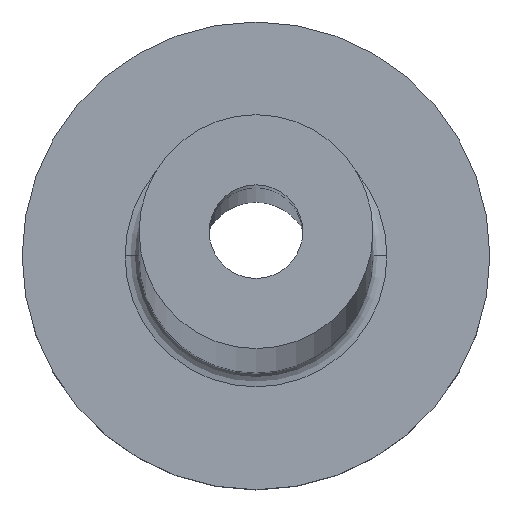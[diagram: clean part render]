
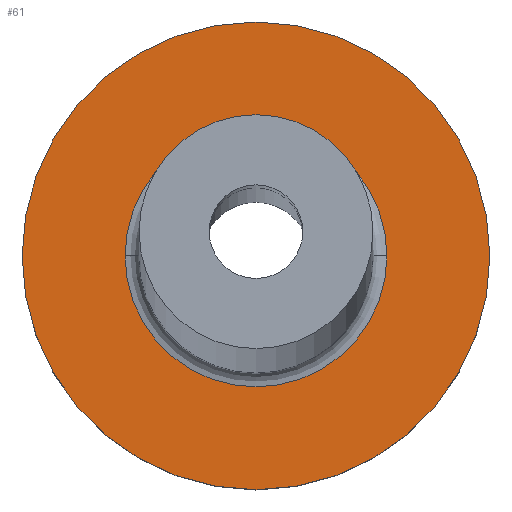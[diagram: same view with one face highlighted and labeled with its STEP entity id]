
A CAD part, top view. The second image highlights one B-rep face of the part: STEP entity #61.
In plain terms, the highlighted planar face has unit normal (0, 0, 1).
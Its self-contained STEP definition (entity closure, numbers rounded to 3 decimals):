
#2 = VERTEX_POINT ( 'NONE', #306 ) ;
#25 = DIRECTION ( 'NONE',  ( 0., 0., -1. ) ) ;
#31 = EDGE_LOOP ( 'NONE', ( #434, #169 ) ) ;
#37 = DIRECTION ( 'NONE',  ( 0., 0., 1. ) ) ;
#42 = EDGE_CURVE ( 'NONE', #2, #375, #134, .T. ) ;
#55 = FACE_OUTER_BOUND ( 'NONE', #31, .T. ) ;
#59 = DIRECTION ( 'NONE',  ( 1., 0., 0. ) ) ;
#61 = ADVANCED_FACE ( 'NONE', ( #204, #55 ), #352, .T. ) ;
#66 = CARTESIAN_POINT ( 'NONE',  ( 0., 0., 3. ) ) ;
#69 = CIRCLE ( 'NONE', #227, 5. ) ;
#109 = AXIS2_PLACEMENT_3D ( 'NONE', #66, #241, #209 ) ;
#113 = VERTEX_POINT ( 'NONE', #303 ) ;
#134 = CIRCLE ( 'NONE', #357, 2.8 ) ;
#153 = ORIENTED_EDGE ( 'NONE', *, *, #42, .T. ) ;
#156 = DIRECTION ( 'NONE',  ( 1., 0., 0. ) ) ;
#169 = ORIENTED_EDGE ( 'NONE', *, *, #331, .T. ) ;
#186 = VERTEX_POINT ( 'NONE', #324 ) ;
#192 = DIRECTION ( 'NONE',  ( 1., 0., 0. ) ) ;
#201 = CARTESIAN_POINT ( 'NONE',  ( 0., 0., 3. ) ) ;
#204 = FACE_BOUND ( 'NONE', #296, .T. ) ;
#209 = DIRECTION ( 'NONE',  ( 1., 0., 0. ) ) ;
#214 = DIRECTION ( 'NONE',  ( 0., 0., 1. ) ) ;
#227 = AXIS2_PLACEMENT_3D ( 'NONE', #337, #37, #192 ) ;
#228 = EDGE_CURVE ( 'NONE', #186, #113, #407, .T. ) ;
#241 = DIRECTION ( 'NONE',  ( 0., 0., -1. ) ) ;
#244 = CARTESIAN_POINT ( 'NONE',  ( 0., 0., 3. ) ) ;
#264 = AXIS2_PLACEMENT_3D ( 'NONE', #201, #350, #59 ) ;
#277 = EDGE_CURVE ( 'NONE', #375, #2, #328, .T. ) ;
#296 = EDGE_LOOP ( 'NONE', ( #432, #153 ) ) ;
#303 = CARTESIAN_POINT ( 'NONE',  ( 5., 0., 3. ) ) ;
#306 = CARTESIAN_POINT ( 'NONE',  ( -2.8, 0., 3. ) ) ;
#324 = CARTESIAN_POINT ( 'NONE',  ( -5., 0., 3. ) ) ;
#328 = CIRCLE ( 'NONE', #109, 2.8 ) ;
#331 = EDGE_CURVE ( 'NONE', #113, #186, #69, .T. ) ;
#337 = CARTESIAN_POINT ( 'NONE',  ( 0., 0., 3. ) ) ;
#343 = CARTESIAN_POINT ( 'NONE',  ( 0., 0., 3. ) ) ;
#350 = DIRECTION ( 'NONE',  ( 0., 0., 1. ) ) ;
#352 = PLANE ( 'NONE',  #264 ) ;
#357 = AXIS2_PLACEMENT_3D ( 'NONE', #343, #25, #156 ) ;
#362 = DIRECTION ( 'NONE',  ( 1., 0., 0. ) ) ;
#375 = VERTEX_POINT ( 'NONE', #395 ) ;
#388 = AXIS2_PLACEMENT_3D ( 'NONE', #244, #214, #362 ) ;
#395 = CARTESIAN_POINT ( 'NONE',  ( 2.8, 0., 3. ) ) ;
#407 = CIRCLE ( 'NONE', #388, 5. ) ;
#432 = ORIENTED_EDGE ( 'NONE', *, *, #277, .T. ) ;
#434 = ORIENTED_EDGE ( 'NONE', *, *, #228, .T. ) ;
